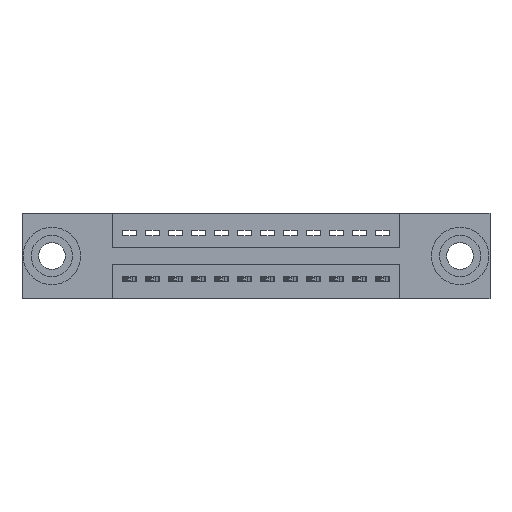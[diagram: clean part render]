
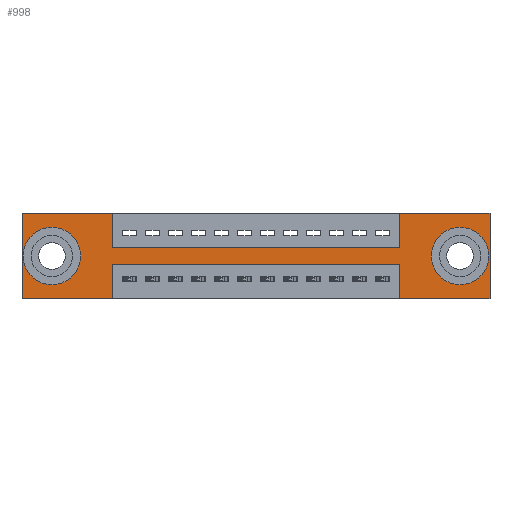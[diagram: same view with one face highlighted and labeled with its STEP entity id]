
A CAD part, front view. The second image highlights one B-rep face of the part: STEP entity #998.
In plain terms, the highlighted planar face has unit normal (0, -1, 0).
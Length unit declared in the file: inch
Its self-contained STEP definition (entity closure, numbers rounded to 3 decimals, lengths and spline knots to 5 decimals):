
#149 = CARTESIAN_POINT ( 'NONE',  ( 1.905, 0., -0.107 ) ) ;
#509 = ORIENTED_EDGE ( 'NONE', *, *, #13129, .F. ) ;
#670 = EDGE_LOOP ( 'NONE', ( #11691, #5551 ) ) ;
#676 = VECTOR ( 'NONE', #12229, 39.37008 ) ;
#724 = CARTESIAN_POINT ( 'NONE',  ( 0.3925, 0., -0.22 ) ) ;
#998 = ADVANCED_FACE ( 'NONE', ( #11239, #4488, #13053 ), #4417, .T. ) ;
#1047 = VERTEX_POINT ( 'NONE', #7736 ) ;
#1212 = CIRCLE ( 'NONE', #1313, 0.078 ) ;
#1260 = LINE ( 'NONE', #1864, #6591 ) ;
#1270 = AXIS2_PLACEMENT_3D ( 'NONE', #8118, #7116, #12250 ) ;
#1290 = ORIENTED_EDGE ( 'NONE', *, *, #6500, .F. ) ;
#1313 = AXIS2_PLACEMENT_3D ( 'NONE', #3564, #4507, #7627 ) ;
#1487 = VECTOR ( 'NONE', #7730, 39.37008 ) ;
#1505 = DIRECTION ( 'NONE',  ( -1., 0., 0. ) ) ;
#1520 = CARTESIAN_POINT ( 'NONE',  ( 0.13, 0., -0.185 ) ) ;
#1563 = EDGE_CURVE ( 'NONE', #2763, #2888, #1260, .T. ) ;
#1628 = EDGE_CURVE ( 'NONE', #2082, #2763, #4461, .T. ) ;
#1647 = VERTEX_POINT ( 'NONE', #5776 ) ;
#1724 = EDGE_CURVE ( 'NONE', #2381, #8034, #3961, .T. ) ;
#1760 = VECTOR ( 'NONE', #10463, 39.37008 ) ;
#1778 = LINE ( 'NONE', #8238, #1760 ) ;
#1790 = DIRECTION ( 'NONE',  ( 0., 0., -1. ) ) ;
#1864 = CARTESIAN_POINT ( 'NONE',  ( 0., 0., 0. ) ) ;
#1907 = VECTOR ( 'NONE', #1790, 39.37008 ) ;
#2046 = CARTESIAN_POINT ( 'NONE',  ( 0.3925, 0., 0. ) ) ;
#2082 = VERTEX_POINT ( 'NONE', #3793 ) ;
#2236 = ORIENTED_EDGE ( 'NONE', *, *, #11447, .T. ) ;
#2288 = DIRECTION ( 'NONE',  ( 0., 0., 1. ) ) ;
#2381 = VERTEX_POINT ( 'NONE', #3657 ) ;
#2395 = ORIENTED_EDGE ( 'NONE', *, *, #1724, .F. ) ;
#2578 = VECTOR ( 'NONE', #12719, 39.37008 ) ;
#2763 = VERTEX_POINT ( 'NONE', #7037 ) ;
#2764 = LINE ( 'NONE', #9171, #10221 ) ;
#2888 = VERTEX_POINT ( 'NONE', #10226 ) ;
#2924 = DIRECTION ( 'NONE',  ( 0., 0., 1. ) ) ;
#3113 = DIRECTION ( 'NONE',  ( 0., 0., 1. ) ) ;
#3352 = VECTOR ( 'NONE', #3113, 39.37008 ) ;
#3472 = LINE ( 'NONE', #11374, #12395 ) ;
#3564 = CARTESIAN_POINT ( 'NONE',  ( 1.905, 0., -0.185 ) ) ;
#3657 = CARTESIAN_POINT ( 'NONE',  ( 1.6425, 0., -0.15 ) ) ;
#3665 = ORIENTED_EDGE ( 'NONE', *, *, #9107, .F. ) ;
#3793 = CARTESIAN_POINT ( 'NONE',  ( 0.3925, 0., -0.37 ) ) ;
#3889 = ORIENTED_EDGE ( 'NONE', *, *, #7182, .T. ) ;
#3961 = LINE ( 'NONE', #10585, #2578 ) ;
#4003 = EDGE_CURVE ( 'NONE', #1047, #9111, #7156, .T. ) ;
#4253 = CARTESIAN_POINT ( 'NONE',  ( 1.6425, 0., -0.37 ) ) ;
#4309 = LINE ( 'NONE', #8040, #10901 ) ;
#4320 = CARTESIAN_POINT ( 'NONE',  ( 1.6425, 0., -0.22 ) ) ;
#4417 = PLANE ( 'NONE',  #7991 ) ;
#4461 = LINE ( 'NONE', #7761, #6094 ) ;
#4488 = FACE_BOUND ( 'NONE', #670, .T. ) ;
#4507 = DIRECTION ( 'NONE',  ( 0., 1., 0. ) ) ;
#4865 = CARTESIAN_POINT ( 'NONE',  ( 0.3925, 0., 0. ) ) ;
#4977 = EDGE_CURVE ( 'NONE', #10696, #2381, #5320, .T. ) ;
#5320 = LINE ( 'NONE', #5674, #1487 ) ;
#5374 = ORIENTED_EDGE ( 'NONE', *, *, #12955, .F. ) ;
#5409 = DIRECTION ( 'NONE',  ( 0., 0., 1. ) ) ;
#5455 = DIRECTION ( 'NONE',  ( 0., -1., 0. ) ) ;
#5551 = ORIENTED_EDGE ( 'NONE', *, *, #10038, .T. ) ;
#5671 = LINE ( 'NONE', #9045, #676 ) ;
#5674 = CARTESIAN_POINT ( 'NONE',  ( 0.3925, 0., -0.15 ) ) ;
#5769 = ORIENTED_EDGE ( 'NONE', *, *, #1628, .F. ) ;
#5776 = CARTESIAN_POINT ( 'NONE',  ( 2.035, 0., 0. ) ) ;
#5924 = CARTESIAN_POINT ( 'NONE',  ( 2.035, 0., -0.37 ) ) ;
#5968 = AXIS2_PLACEMENT_3D ( 'NONE', #1520, #8752, #5409 ) ;
#6016 = LINE ( 'NONE', #10178, #11140 ) ;
#6094 = VECTOR ( 'NONE', #1505, 39.37008 ) ;
#6143 = DIRECTION ( 'NONE',  ( -1., 0., 0. ) ) ;
#6479 = EDGE_LOOP ( 'NONE', ( #3889, #2236 ) ) ;
#6490 = LINE ( 'NONE', #4253, #3352 ) ;
#6500 = EDGE_CURVE ( 'NONE', #9363, #7778, #3472, .T. ) ;
#6517 = DIRECTION ( 'NONE',  ( 0., 0., -1. ) ) ;
#6524 = CARTESIAN_POINT ( 'NONE',  ( 0.13, 0., -0.185 ) ) ;
#6591 = VECTOR ( 'NONE', #2924, 39.37008 ) ;
#6709 = CARTESIAN_POINT ( 'NONE',  ( 1.6425, 0., -0.37 ) ) ;
#6713 = EDGE_CURVE ( 'NONE', #7778, #2082, #4309, .T. ) ;
#6896 = DIRECTION ( 'NONE',  ( 0., 0., -1. ) ) ;
#7037 = CARTESIAN_POINT ( 'NONE',  ( 0., 0., -0.37 ) ) ;
#7075 = ORIENTED_EDGE ( 'NONE', *, *, #12209, .F. ) ;
#7116 = DIRECTION ( 'NONE',  ( 0., 1., 0. ) ) ;
#7156 = CIRCLE ( 'NONE', #5968, 0.078 ) ;
#7182 = EDGE_CURVE ( 'NONE', #12440, #9758, #12205, .T. ) ;
#7627 = DIRECTION ( 'NONE',  ( 0., 0., -1. ) ) ;
#7705 = CARTESIAN_POINT ( 'NONE',  ( 0.13, 0., -0.263 ) ) ;
#7730 = DIRECTION ( 'NONE',  ( 1., 0., 0. ) ) ;
#7736 = CARTESIAN_POINT ( 'NONE',  ( 0.13, 0., -0.107 ) ) ;
#7761 = CARTESIAN_POINT ( 'NONE',  ( 0., 0., -0.37 ) ) ;
#7778 = VERTEX_POINT ( 'NONE', #724 ) ;
#7991 = AXIS2_PLACEMENT_3D ( 'NONE', #11780, #5455, #6517 ) ;
#7995 = DIRECTION ( 'NONE',  ( 0., 0., -1. ) ) ;
#8034 = VERTEX_POINT ( 'NONE', #12069 ) ;
#8040 = CARTESIAN_POINT ( 'NONE',  ( 0.3925, 0., -0.37 ) ) ;
#8068 = VERTEX_POINT ( 'NONE', #6709 ) ;
#8094 = DIRECTION ( 'NONE',  ( 1., 0., 0. ) ) ;
#8118 = CARTESIAN_POINT ( 'NONE',  ( 1.905, 0., -0.185 ) ) ;
#8238 = CARTESIAN_POINT ( 'NONE',  ( 0., 0., 0. ) ) ;
#8449 = EDGE_LOOP ( 'NONE', ( #11041, #1290, #5374, #509, #3665, #7075, #2395, #10205, #13050, #9168, #11577, #5769 ) ) ;
#8644 = DIRECTION ( 'NONE',  ( 0., 1., 0. ) ) ;
#8752 = DIRECTION ( 'NONE',  ( 0., 1., 0. ) ) ;
#9045 = CARTESIAN_POINT ( 'NONE',  ( 0., 0., -0.37 ) ) ;
#9079 = CIRCLE ( 'NONE', #11255, 0.078 ) ;
#9107 = EDGE_CURVE ( 'NONE', #1647, #9225, #2764, .T. ) ;
#9111 = VERTEX_POINT ( 'NONE', #7705 ) ;
#9128 = CARTESIAN_POINT ( 'NONE',  ( 1.905, 0., -0.263 ) ) ;
#9168 = ORIENTED_EDGE ( 'NONE', *, *, #9940, .F. ) ;
#9171 = CARTESIAN_POINT ( 'NONE',  ( 2.035, 0., 0. ) ) ;
#9225 = VERTEX_POINT ( 'NONE', #5924 ) ;
#9363 = VERTEX_POINT ( 'NONE', #4320 ) ;
#9545 = LINE ( 'NONE', #4865, #1907 ) ;
#9758 = VERTEX_POINT ( 'NONE', #9128 ) ;
#9940 = EDGE_CURVE ( 'NONE', #2888, #13738, #1778, .T. ) ;
#10038 = EDGE_CURVE ( 'NONE', #9111, #1047, #9079, .T. ) ;
#10178 = CARTESIAN_POINT ( 'NONE',  ( 0., 0., 0. ) ) ;
#10205 = ORIENTED_EDGE ( 'NONE', *, *, #4977, .F. ) ;
#10221 = VECTOR ( 'NONE', #6896, 39.37008 ) ;
#10226 = CARTESIAN_POINT ( 'NONE',  ( 0., 0., 0. ) ) ;
#10463 = DIRECTION ( 'NONE',  ( 1., 0., 0. ) ) ;
#10558 = CARTESIAN_POINT ( 'NONE',  ( 0.3925, 0., -0.15 ) ) ;
#10585 = CARTESIAN_POINT ( 'NONE',  ( 1.6425, 0., 0. ) ) ;
#10696 = VERTEX_POINT ( 'NONE', #10558 ) ;
#10901 = VECTOR ( 'NONE', #7995, 39.37008 ) ;
#11041 = ORIENTED_EDGE ( 'NONE', *, *, #6713, .F. ) ;
#11077 = EDGE_CURVE ( 'NONE', #13738, #10696, #9545, .T. ) ;
#11140 = VECTOR ( 'NONE', #8094, 39.37008 ) ;
#11239 = FACE_BOUND ( 'NONE', #6479, .T. ) ;
#11255 = AXIS2_PLACEMENT_3D ( 'NONE', #6524, #8644, #2288 ) ;
#11374 = CARTESIAN_POINT ( 'NONE',  ( 0.3925, 0., -0.22 ) ) ;
#11447 = EDGE_CURVE ( 'NONE', #9758, #12440, #1212, .T. ) ;
#11577 = ORIENTED_EDGE ( 'NONE', *, *, #1563, .F. ) ;
#11691 = ORIENTED_EDGE ( 'NONE', *, *, #4003, .T. ) ;
#11780 = CARTESIAN_POINT ( 'NONE',  ( 0., 0., -0.37 ) ) ;
#12069 = CARTESIAN_POINT ( 'NONE',  ( 1.6425, 0., 0. ) ) ;
#12205 = CIRCLE ( 'NONE', #1270, 0.078 ) ;
#12209 = EDGE_CURVE ( 'NONE', #8034, #1647, #6016, .T. ) ;
#12229 = DIRECTION ( 'NONE',  ( -1., 0., 0. ) ) ;
#12250 = DIRECTION ( 'NONE',  ( 0., 0., -1. ) ) ;
#12395 = VECTOR ( 'NONE', #6143, 39.37008 ) ;
#12440 = VERTEX_POINT ( 'NONE', #149 ) ;
#12719 = DIRECTION ( 'NONE',  ( 0., 0., 1. ) ) ;
#12955 = EDGE_CURVE ( 'NONE', #8068, #9363, #6490, .T. ) ;
#13050 = ORIENTED_EDGE ( 'NONE', *, *, #11077, .F. ) ;
#13053 = FACE_OUTER_BOUND ( 'NONE', #8449, .T. ) ;
#13129 = EDGE_CURVE ( 'NONE', #9225, #8068, #5671, .T. ) ;
#13738 = VERTEX_POINT ( 'NONE', #2046 ) ;
